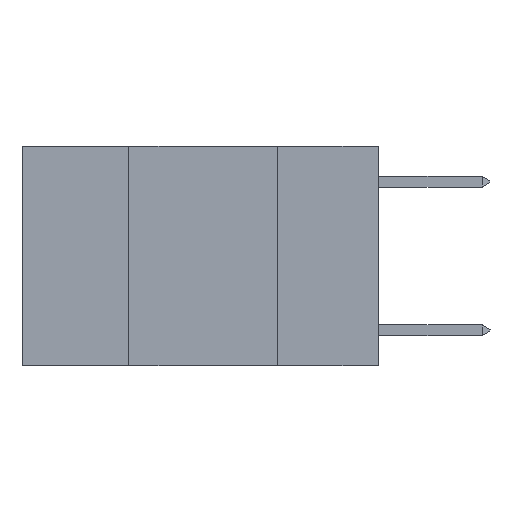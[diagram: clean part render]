
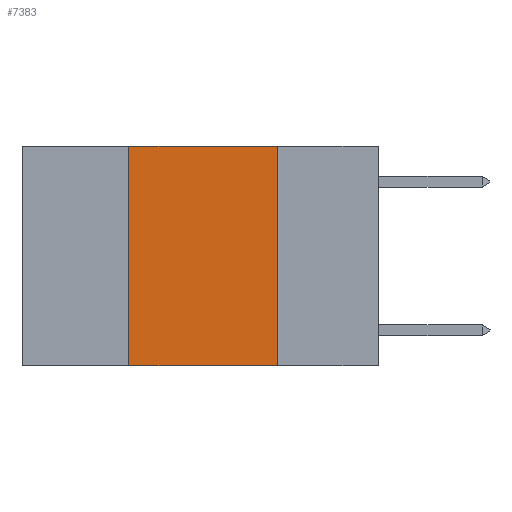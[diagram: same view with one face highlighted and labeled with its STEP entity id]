
A CAD part, left-side view. The second image highlights one B-rep face of the part: STEP entity #7383.
In plain terms, the highlighted planar face has unit normal (-1, 0, 0).
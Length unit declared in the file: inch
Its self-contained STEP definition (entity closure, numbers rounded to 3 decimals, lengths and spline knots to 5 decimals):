
#43 = CARTESIAN_POINT ( 'NONE',  ( 0., 0.42, 0. ) ) ;
#114 = CARTESIAN_POINT ( 'NONE',  ( 0., 0.42, -0.37 ) ) ;
#3714 = EDGE_LOOP ( 'NONE', ( #14697, #13580, #10595, #10275 ) ) ;
#4040 = CARTESIAN_POINT ( 'NONE',  ( 0., 0.17, -0.37 ) ) ;
#4046 = DIRECTION ( 'NONE',  ( 0., 0., 1. ) ) ;
#4136 = VECTOR ( 'NONE', #26645, 39.37008 ) ;
#6138 = VECTOR ( 'NONE', #15445, 39.37008 ) ;
#6165 = LINE ( 'NONE', #15666, #6138 ) ;
#7383 = ADVANCED_FACE ( 'NONE', ( #14100 ), #13759, .F. ) ;
#8311 = EDGE_CURVE ( 'NONE', #28148, #17441, #6165, .T. ) ;
#9333 = CARTESIAN_POINT ( 'NONE',  ( 0., 0.6, 0. ) ) ;
#10275 = ORIENTED_EDGE ( 'NONE', *, *, #8311, .T. ) ;
#10595 = ORIENTED_EDGE ( 'NONE', *, *, #20069, .F. ) ;
#10691 = CARTESIAN_POINT ( 'NONE',  ( 0., 0.42, 0. ) ) ;
#11017 = VERTEX_POINT ( 'NONE', #43 ) ;
#11250 = EDGE_CURVE ( 'NONE', #17206, #17441, #15038, .T. ) ;
#13408 = DIRECTION ( 'NONE',  ( 0., 0., -1. ) ) ;
#13580 = ORIENTED_EDGE ( 'NONE', *, *, #24176, .F. ) ;
#13602 = DIRECTION ( 'NONE',  ( 1., 0., 0. ) ) ;
#13637 = CARTESIAN_POINT ( 'NONE',  ( 0., 0.6, 0. ) ) ;
#13759 = PLANE ( 'NONE',  #17471 ) ;
#14100 = FACE_OUTER_BOUND ( 'NONE', #3714, .T. ) ;
#14697 = ORIENTED_EDGE ( 'NONE', *, *, #11250, .F. ) ;
#14814 = VECTOR ( 'NONE', #24986, 39.37008 ) ;
#15038 = LINE ( 'NONE', #25171, #14814 ) ;
#15445 = DIRECTION ( 'NONE',  ( 0., -1., 0. ) ) ;
#15666 = CARTESIAN_POINT ( 'NONE',  ( 0., 0.6, -0.37 ) ) ;
#17206 = VERTEX_POINT ( 'NONE', #22623 ) ;
#17441 = VERTEX_POINT ( 'NONE', #4040 ) ;
#17471 = AXIS2_PLACEMENT_3D ( 'NONE', #13637, #13602, #13408 ) ;
#17958 = LINE ( 'NONE', #10691, #18011 ) ;
#18011 = VECTOR ( 'NONE', #4046, 39.37008 ) ;
#20069 = EDGE_CURVE ( 'NONE', #28148, #11017, #17958, .T. ) ;
#21732 = LINE ( 'NONE', #9333, #4136 ) ;
#22623 = CARTESIAN_POINT ( 'NONE',  ( 0., 0.17, 0. ) ) ;
#24176 = EDGE_CURVE ( 'NONE', #11017, #17206, #21732, .T. ) ;
#24986 = DIRECTION ( 'NONE',  ( 0., 0., -1. ) ) ;
#25171 = CARTESIAN_POINT ( 'NONE',  ( 0., 0.17, 0. ) ) ;
#26645 = DIRECTION ( 'NONE',  ( 0., -1., 0. ) ) ;
#28148 = VERTEX_POINT ( 'NONE', #114 ) ;
